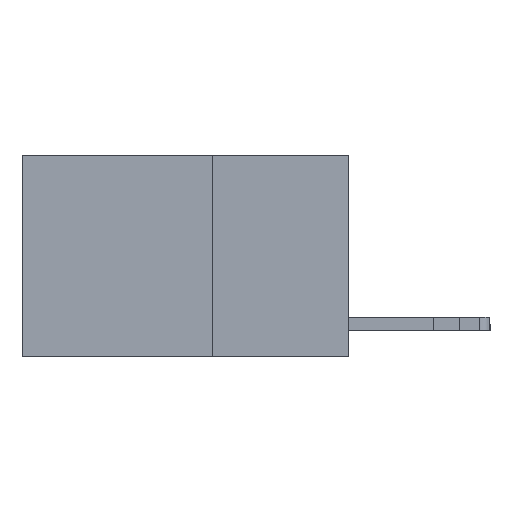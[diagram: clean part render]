
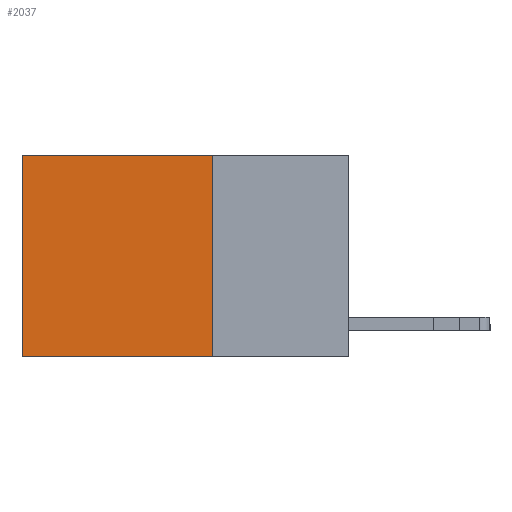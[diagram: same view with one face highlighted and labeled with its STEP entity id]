
A CAD part, left-side view. The second image highlights one B-rep face of the part: STEP entity #2037.
In plain terms, the highlighted planar face has unit normal (-1, 0, 0).
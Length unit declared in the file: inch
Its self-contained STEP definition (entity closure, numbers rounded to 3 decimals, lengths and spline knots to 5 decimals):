
#198 = ORIENTED_EDGE ( 'NONE', *, *, #4334, .F. ) ;
#355 = ORIENTED_EDGE ( 'NONE', *, *, #1744, .T. ) ;
#1286 = EDGE_LOOP ( 'NONE', ( #355, #198, #9505, #1831 ) ) ;
#1744 = EDGE_CURVE ( 'NONE', #6185, #10962, #5568, .T. ) ;
#1831 = ORIENTED_EDGE ( 'NONE', *, *, #2047, .T. ) ;
#2037 = ADVANCED_FACE ( 'NONE', ( #9405 ), #8489, .F. ) ;
#2047 = EDGE_CURVE ( 'NONE', #7344, #6185, #9583, .T. ) ;
#2382 = VECTOR ( 'NONE', #2750, 39.37008 ) ;
#2414 = VERTEX_POINT ( 'NONE', #8596 ) ;
#2681 = CARTESIAN_POINT ( 'NONE',  ( 0.2625, 0.6, 0. ) ) ;
#2750 = DIRECTION ( 'NONE',  ( 0., 1., 0. ) ) ;
#3078 = DIRECTION ( 'NONE',  ( 0., 0., -1. ) ) ;
#3136 = DIRECTION ( 'NONE',  ( 0., 1., 0. ) ) ;
#3989 = CARTESIAN_POINT ( 'NONE',  ( 0.2625, 0.25, 0. ) ) ;
#4207 = CARTESIAN_POINT ( 'NONE',  ( 0.2625, 0.25, 0. ) ) ;
#4261 = CARTESIAN_POINT ( 'NONE',  ( 0.2625, 0.6, 0. ) ) ;
#4334 = EDGE_CURVE ( 'NONE', #2414, #10962, #10092, .T. ) ;
#4836 = VECTOR ( 'NONE', #3136, 39.37008 ) ;
#5568 = LINE ( 'NONE', #2681, #9971 ) ;
#6185 = VERTEX_POINT ( 'NONE', #4261 ) ;
#6640 = DIRECTION ( 'NONE',  ( 1., 0., 0. ) ) ;
#7171 = CARTESIAN_POINT ( 'NONE',  ( 0.2625, 0.6, -0.37 ) ) ;
#7344 = VERTEX_POINT ( 'NONE', #4207 ) ;
#7866 = DIRECTION ( 'NONE',  ( 0., 0., -1. ) ) ;
#8327 = DIRECTION ( 'NONE',  ( 0., 0., -1. ) ) ;
#8489 = PLANE ( 'NONE',  #9437 ) ;
#8596 = CARTESIAN_POINT ( 'NONE',  ( 0.2625, 0.25, -0.37 ) ) ;
#8598 = LINE ( 'NONE', #9737, #10994 ) ;
#8615 = CARTESIAN_POINT ( 'NONE',  ( 0.2625, 0.25, 0. ) ) ;
#9405 = FACE_OUTER_BOUND ( 'NONE', #1286, .T. ) ;
#9437 = AXIS2_PLACEMENT_3D ( 'NONE', #3989, #6640, #3078 ) ;
#9505 = ORIENTED_EDGE ( 'NONE', *, *, #9969, .F. ) ;
#9583 = LINE ( 'NONE', #8615, #4836 ) ;
#9737 = CARTESIAN_POINT ( 'NONE',  ( 0.2625, 0.25, 0. ) ) ;
#9969 = EDGE_CURVE ( 'NONE', #7344, #2414, #8598, .T. ) ;
#9971 = VECTOR ( 'NONE', #8327, 39.37008 ) ;
#10028 = CARTESIAN_POINT ( 'NONE',  ( 0.2625, 0.25, -0.37 ) ) ;
#10092 = LINE ( 'NONE', #10028, #2382 ) ;
#10962 = VERTEX_POINT ( 'NONE', #7171 ) ;
#10994 = VECTOR ( 'NONE', #7866, 39.37008 ) ;
